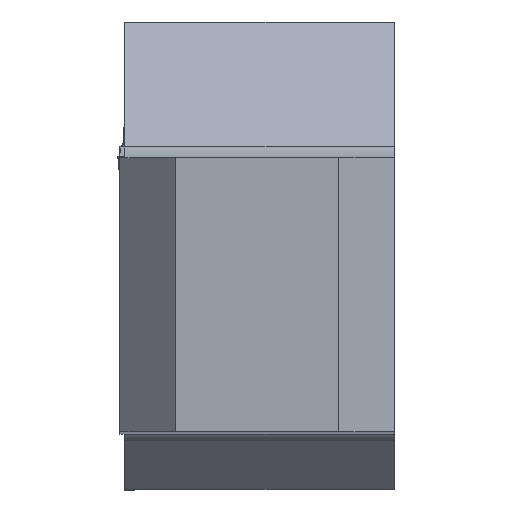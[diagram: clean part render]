
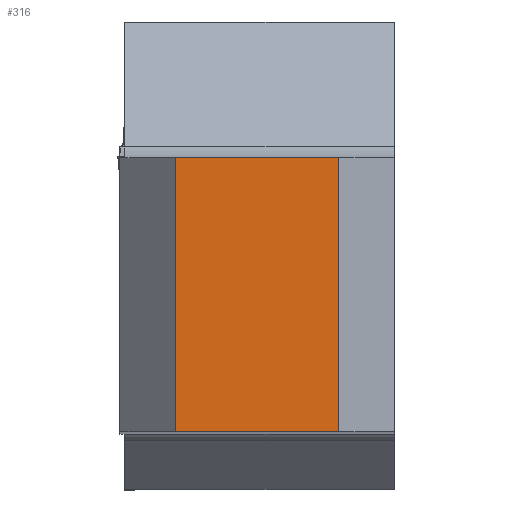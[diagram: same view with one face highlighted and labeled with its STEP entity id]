
A CAD part, top view. The second image highlights one B-rep face of the part: STEP entity #316.
In plain terms, the highlighted planar face has unit normal (0, 0, 1).
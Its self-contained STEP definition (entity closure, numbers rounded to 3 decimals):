
#316=ADVANCED_FACE('CU_BACK_SU1',(#486),#422,.F.);
#422=PLANE('',#2222);
#486=FACE_OUTER_BOUND('',#600,.T.);
#600=EDGE_LOOP('',(#846,#847,#848,#849));
#846=ORIENTED_EDGE('',*,*,#1588,.F.);
#847=ORIENTED_EDGE('',*,*,#1589,.T.);
#848=ORIENTED_EDGE('',*,*,#1590,.T.);
#849=ORIENTED_EDGE('',*,*,#1591,.T.);
#1371=VERTEX_POINT('',#3050);
#1372=VERTEX_POINT('',#3051);
#1373=VERTEX_POINT('',#3053);
#1374=VERTEX_POINT('',#3055);
#1588=EDGE_CURVE('',#1371,#1372,#1863,.T.);
#1589=EDGE_CURVE('',#1371,#1373,#1864,.T.);
#1590=EDGE_CURVE('',#1373,#1374,#1865,.T.);
#1591=EDGE_CURVE('',#1374,#1372,#1866,.T.);
#1863=LINE('',#3049,#2031);
#1864=LINE('',#3052,#2032);
#1865=LINE('',#3054,#2033);
#1866=LINE('',#3056,#2034);
#2031=VECTOR('',#2511,1.);
#2032=VECTOR('',#2512,1.);
#2033=VECTOR('',#2513,1.);
#2034=VECTOR('',#2514,1.);
#2222=AXIS2_PLACEMENT_3D('',#3057,#2515,#2516);
#2511=DIRECTION('',(0.,1.,0.));
#2512=DIRECTION('',(1.,0.,0.));
#2513=DIRECTION('',(0.,1.,0.));
#2514=DIRECTION('',(-1.,0.,0.));
#2515=DIRECTION('',(0.,0.,-1.));
#2516=DIRECTION('',(-1.,0.,0.));
#3049=CARTESIAN_POINT('',(-7.925,0.,0.));
#3050=CARTESIAN_POINT('',(-7.925,0.,0.));
#3051=CARTESIAN_POINT('',(-7.925,9.925,0.));
#3052=CARTESIAN_POINT('',(22.496,0.,0.));
#3053=CARTESIAN_POINT('',(-2.,0.,0.));
#3054=CARTESIAN_POINT('',(-2.,0.,0.));
#3055=CARTESIAN_POINT('',(-2.,9.925,0.));
#3056=CARTESIAN_POINT('',(22.496,9.925,0.));
#3057=CARTESIAN_POINT('',(22.496,29.925,0.));
